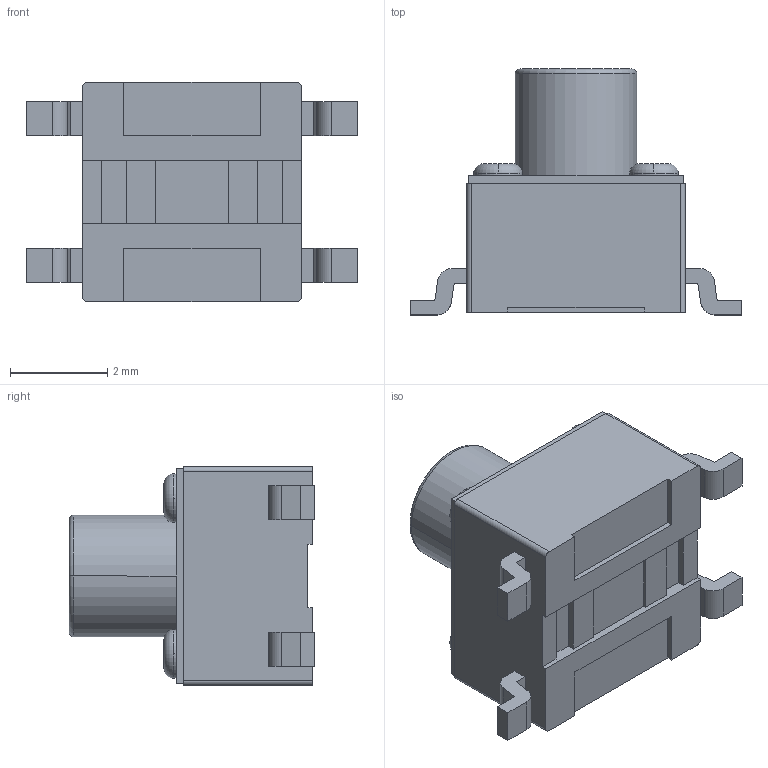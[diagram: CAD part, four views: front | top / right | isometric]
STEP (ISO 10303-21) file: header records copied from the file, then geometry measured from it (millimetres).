
FILE_DESCRIPTION (( 'STEP AP214' ), '1' );
FILE_NAME ('SWT0211-050010GSA_revA.STEP', '2025-04-09T03:40:42', ( '' ), ( '' ), 'SwSTEP 2.0', 'SolidWorks 2024', '' );
FILE_SCHEMA (( 'AUTOMOTIVE_DESIGN' ));
Length unit declared in the file: millimetre
Products named in the file (2): SWT0211; SWT0211-050010GSA_revA
Assembly tree (1 placements, depth 2):
  SWT0211-050010GSA_revA
    SWT0211
Bounding box: 6.8 x 5.05 x 4.5 mm (x, y, z)
Volume: 67.9 mm3; surface area: 126.5 mm2
Topology: 1 solids, 1 shells, 111 faces, 292 edges, 194 vertices
Faces by surface type: plane 77, cylinder 24, torus 10
Entity records: 4042 total; most frequent: CARTESIAN_POINT 601, DIRECTION 598, ORIENTED_EDGE 584, EDGE_CURVE 292, LINE 216, VECTOR 216, VERTEX_POINT 194, AXIS2_PLACEMENT_3D 191
